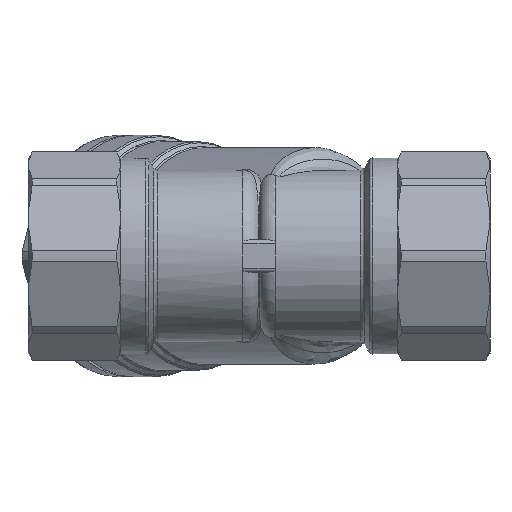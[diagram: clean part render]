
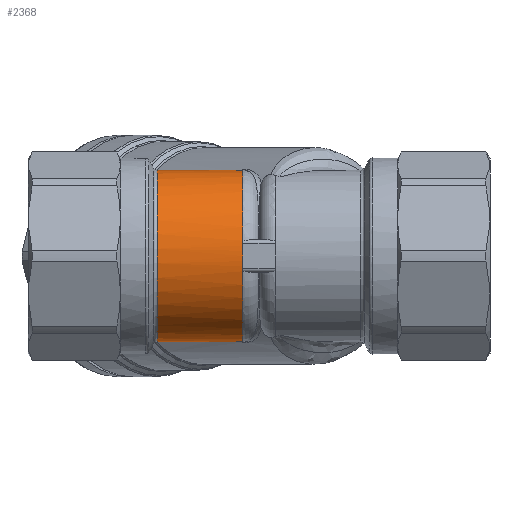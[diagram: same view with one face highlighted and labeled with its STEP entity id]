
A CAD part, left-side view. The second image highlights one B-rep face of the part: STEP entity #2368.
In plain terms, the highlighted cylindrical face has radius 10.5 mm (diameter 21 mm), a partial arc.
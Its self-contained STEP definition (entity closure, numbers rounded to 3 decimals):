
#177=B_SPLINE_CURVE_WITH_KNOTS('',3,(#5361,#5362,#5363,#5364,#5365),
 .UNSPECIFIED.,.F.,.F.,(4,1,4),(0.,0.006,
0.012),.UNSPECIFIED.);
#178=B_SPLINE_CURVE_WITH_KNOTS('',3,(#5369,#5370,#5371,#5372,#5373),
 .UNSPECIFIED.,.F.,.F.,(4,1,4),(0.,0.007,
0.013),.UNSPECIFIED.);
#842=ORIENTED_EDGE('',*,*,#1393,.T.);
#843=ORIENTED_EDGE('',*,*,#1394,.T.);
#844=ORIENTED_EDGE('',*,*,#1395,.T.);
#845=ORIENTED_EDGE('',*,*,#1396,.T.);
#846=ORIENTED_EDGE('',*,*,#1397,.T.);
#847=ORIENTED_EDGE('',*,*,#1398,.T.);
#848=ORIENTED_EDGE('',*,*,#1203,.T.);
#1203=EDGE_CURVE('',#1536,#1537,#1748,.F.);
#1393=EDGE_CURVE('',#1537,#1676,#177,.T.);
#1394=EDGE_CURVE('',#1676,#1677,#1809,.T.);
#1395=EDGE_CURVE('',#1677,#1678,#178,.T.);
#1396=EDGE_CURVE('',#1678,#1679,#1810,.F.);
#1397=EDGE_CURVE('',#1679,#1680,#1811,.F.);
#1398=EDGE_CURVE('',#1680,#1536,#1812,.F.);
#1536=VERTEX_POINT('',#4691);
#1537=VERTEX_POINT('',#4692);
#1676=VERTEX_POINT('',#5366);
#1677=VERTEX_POINT('',#5368);
#1678=VERTEX_POINT('',#5374);
#1679=VERTEX_POINT('',#5376);
#1680=VERTEX_POINT('',#5378);
#1748=CIRCLE('',#3577,10.5);
#1809=CIRCLE('',#3690,10.5);
#1810=CIRCLE('',#3691,10.5);
#1811=CIRCLE('',#3692,10.5);
#1812=CIRCLE('',#3693,10.5);
#1958=EDGE_LOOP('',(#842,#843,#844,#845,#846,#847,#848));
#2149=FACE_BOUND('',#1958,.T.);
#2271=CYLINDRICAL_SURFACE('',#3689,10.5);
#2368=ADVANCED_FACE('',(#2149),#2271,.T.);
#3577=AXIS2_PLACEMENT_3D('',#4690,#3960,#3961);
#3689=AXIS2_PLACEMENT_3D('',#5360,#4224,#4225);
#3690=AXIS2_PLACEMENT_3D('',#5367,#4226,#4227);
#3691=AXIS2_PLACEMENT_3D('',#5375,#4228,#4229);
#3692=AXIS2_PLACEMENT_3D('',#5377,#4230,#4231);
#3693=AXIS2_PLACEMENT_3D('',#5379,#4232,#4233);
#3960=DIRECTION('',(0.,-1.,0.));
#3961=DIRECTION('',(1.,0.,0.));
#4224=DIRECTION('',(0.,-1.,0.));
#4225=DIRECTION('',(1.,0.,0.));
#4226=DIRECTION('',(0.,-1.,0.));
#4227=DIRECTION('',(1.,0.,0.));
#4228=DIRECTION('',(0.,-1.,0.));
#4229=DIRECTION('',(1.,0.,0.));
#4230=DIRECTION('',(0.,-1.,0.));
#4231=DIRECTION('',(1.,0.,0.));
#4232=DIRECTION('',(0.,-1.,0.));
#4233=DIRECTION('',(1.,0.,0.));
#4690=CARTESIAN_POINT('',(0.,12.755,0.));
#4691=CARTESIAN_POINT('',(-10.331,12.755,1.874));
#4692=CARTESIAN_POINT('',(0.956,12.755,10.456));
#5360=CARTESIAN_POINT('',(0.,54.,0.));
#5361=CARTESIAN_POINT('',(0.956,12.755,10.456));
#5362=CARTESIAN_POINT('',(2.286,14.385,10.335));
#5363=CARTESIAN_POINT('',(4.439,17.882,9.688));
#5364=CARTESIAN_POINT('',(6.278,21.469,8.496));
#5365=CARTESIAN_POINT('',(7.131,23.211,7.707));
#5366=CARTESIAN_POINT('',(7.131,23.211,7.707));
#5367=CARTESIAN_POINT('',(0.,23.211,0.));
#5368=CARTESIAN_POINT('',(7.131,23.211,-7.707));
#5369=CARTESIAN_POINT('',(7.131,23.211,-7.707));
#5370=CARTESIAN_POINT('',(6.278,21.469,-8.496));
#5371=CARTESIAN_POINT('',(4.439,17.882,-9.688));
#5372=CARTESIAN_POINT('',(2.286,14.385,-10.335));
#5373=CARTESIAN_POINT('',(0.956,12.755,-10.456));
#5374=CARTESIAN_POINT('',(0.956,12.755,-10.456));
#5375=CARTESIAN_POINT('',(0.,12.755,0.));
#5376=CARTESIAN_POINT('',(-10.331,12.755,-1.874));
#5377=CARTESIAN_POINT('',(0.,12.755,0.));
#5378=CARTESIAN_POINT('',(-10.5,12.755,0.));
#5379=CARTESIAN_POINT('',(0.,12.755,0.));
